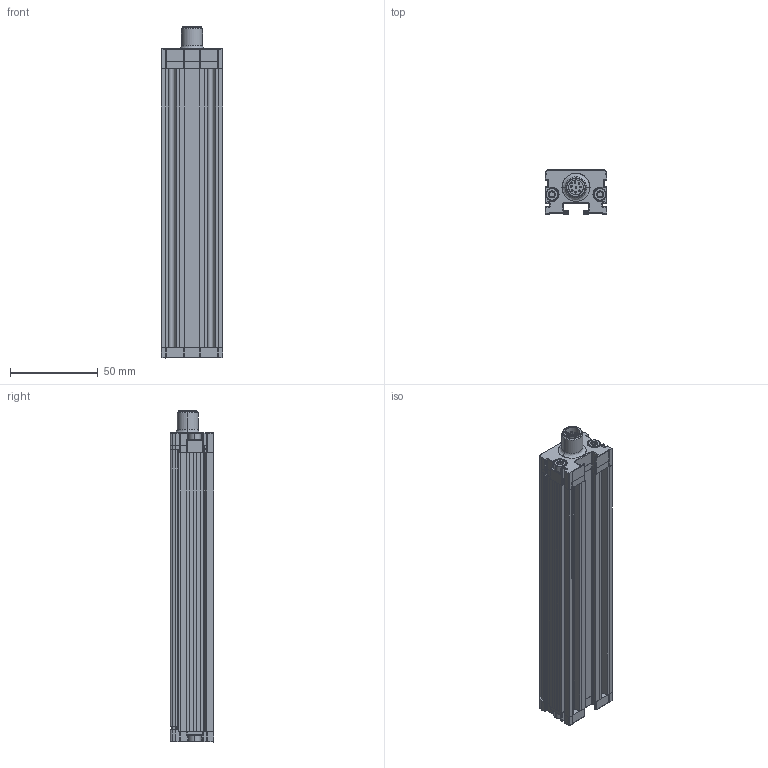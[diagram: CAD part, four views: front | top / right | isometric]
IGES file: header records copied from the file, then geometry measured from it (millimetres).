
Start section: SolidWorks IGES file using analytic representation for surfaces
Global section: file name: TF1-100-001-___-102.IGS; native system: SolidWorks 2014; preprocessor: SolidWorks 2014; author: thiel; date: 170802.142105; units: millimetre
Bounding box: 35 x 25.05 x 189.5 mm (x, y, z)
Surface area: 35871.6 mm2 (no closed solid volume)
Topology: 0 solids, 0 shells, 603 faces, 5939 edges, 5917 vertices
Faces by surface type: revolution 343, bspline 260
